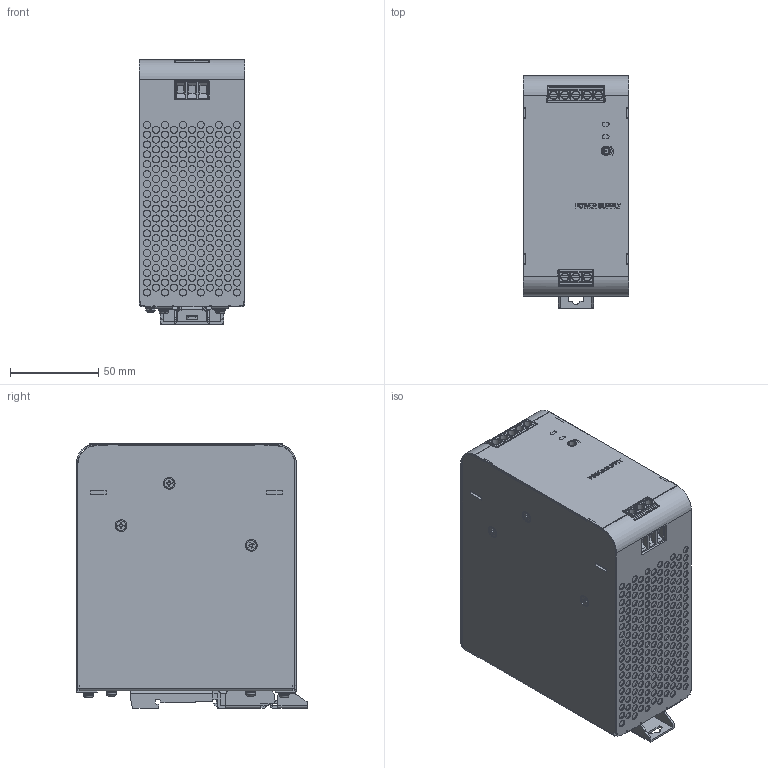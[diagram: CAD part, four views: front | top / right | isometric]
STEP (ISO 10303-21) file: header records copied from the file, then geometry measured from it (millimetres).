
FILE_DESCRIPTION (( 'STEP AP214' ), '1' );
FILE_NAME ('PSRS-12-240.STEP', '2025-09-03T18:36:24', ( '' ), ( '' ), 'SwSTEP 2.0', 'SolidWorks 2024', '' );
FILE_SCHEMA (( 'AUTOMOTIVE_DESIGN' ));
Length unit declared in the file: millimetre
Products named in the file (1): PSRS-12-240
Bounding box: 60.05 x 131.5 x 150.3 mm (x, y, z)
Volume: 1047575.4 mm3; surface area: 95151.2 mm2
Topology: 2 solids, 10 shells, 3059 faces, 7436 edges, 4856 vertices
Faces by surface type: plane 1489, cylinder 1291, cone 120, torus 81, sphere 40, bspline 38
Entity records: 94577 total; most frequent: CARTESIAN_POINT 20766, DIRECTION 16141, ORIENTED_EDGE 14828, EDGE_CURVE 7414, AXIS2_PLACEMENT_3D 6311, VERTEX_POINT 4856, EDGE_LOOP 3608, LINE 3519
